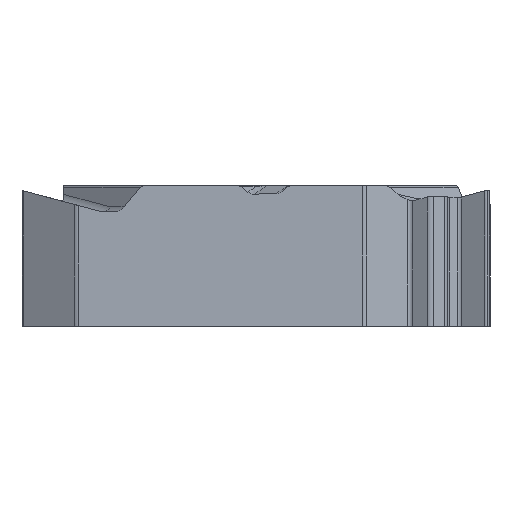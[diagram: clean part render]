
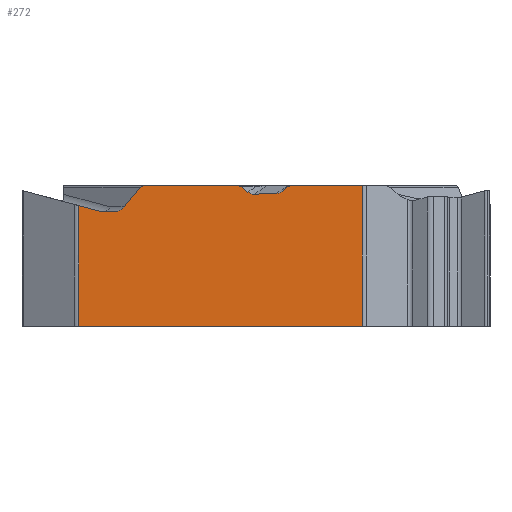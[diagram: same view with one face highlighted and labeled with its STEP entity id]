
A CAD part, left-side view. The second image highlights one B-rep face of the part: STEP entity #272.
In plain terms, the highlighted planar face has unit normal (-1, 0, 0).
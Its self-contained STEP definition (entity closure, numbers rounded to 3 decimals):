
#106=FACE_OUTER_BOUND('',#449,.T.);
#220=ELLIPSE('',#2252,0.15,0.15);
#221=ELLIPSE('',#2253,0.167,0.15);
#222=ELLIPSE('',#2254,0.177,0.15);
#223=ELLIPSE('',#2255,0.389,0.33);
#272=ADVANCED_FACE('',(#106),#389,.F.);
#389=PLANE('',#2257);
#449=EDGE_LOOP('',(#1020,#1021,#1022,#1023,#1024,#1025,#1026,#1027,#1028,
#1029,#1030,#1031,#1032,#1033,#1034,#1035,#1036,#1037));
#569=LINE('',#3542,#755);
#606=LINE('',#3708,#792);
#607=LINE('',#3710,#793);
#608=LINE('',#3714,#794);
#609=LINE('',#3730,#795);
#610=LINE('',#3746,#796);
#611=LINE('',#3750,#797);
#612=LINE('',#3754,#798);
#613=LINE('',#3758,#799);
#614=LINE('',#3762,#800);
#615=LINE('',#3764,#801);
#755=VECTOR('',#2440,1.);
#792=VECTOR('',#2545,1.);
#793=VECTOR('',#2546,1.);
#794=VECTOR('',#2549,1.);
#795=VECTOR('',#2550,1.);
#796=VECTOR('',#2551,1.);
#797=VECTOR('',#2554,1.);
#798=VECTOR('',#2557,1.);
#799=VECTOR('',#2560,1.);
#800=VECTOR('',#2563,1.);
#801=VECTOR('',#2564,1.);
#1020=ORIENTED_EDGE('',*,*,#1788,.F.);
#1021=ORIENTED_EDGE('',*,*,#1859,.T.);
#1022=ORIENTED_EDGE('',*,*,#1860,.F.);
#1023=ORIENTED_EDGE('',*,*,#1861,.F.);
#1024=ORIENTED_EDGE('',*,*,#1862,.F.);
#1025=ORIENTED_EDGE('',*,*,#1863,.F.);
#1026=ORIENTED_EDGE('',*,*,#1864,.F.);
#1027=ORIENTED_EDGE('',*,*,#1865,.F.);
#1028=ORIENTED_EDGE('',*,*,#1866,.F.);
#1029=ORIENTED_EDGE('',*,*,#1867,.F.);
#1030=ORIENTED_EDGE('',*,*,#1868,.F.);
#1031=ORIENTED_EDGE('',*,*,#1869,.F.);
#1032=ORIENTED_EDGE('',*,*,#1870,.F.);
#1033=ORIENTED_EDGE('',*,*,#1871,.T.);
#1034=ORIENTED_EDGE('',*,*,#1872,.T.);
#1035=ORIENTED_EDGE('',*,*,#1873,.T.);
#1036=ORIENTED_EDGE('',*,*,#1874,.F.);
#1037=ORIENTED_EDGE('',*,*,#1875,.T.);
#1581=VERTEX_POINT('',#3540);
#1583=VERTEX_POINT('',#3543);
#1652=VERTEX_POINT('',#3709);
#1653=VERTEX_POINT('',#3711);
#1654=VERTEX_POINT('',#3713);
#1655=VERTEX_POINT('',#3715);
#1656=VERTEX_POINT('',#3729);
#1657=VERTEX_POINT('',#3731);
#1658=VERTEX_POINT('',#3745);
#1659=VERTEX_POINT('',#3747);
#1660=VERTEX_POINT('',#3749);
#1661=VERTEX_POINT('',#3751);
#1662=VERTEX_POINT('',#3753);
#1663=VERTEX_POINT('',#3755);
#1664=VERTEX_POINT('',#3757);
#1665=VERTEX_POINT('',#3759);
#1666=VERTEX_POINT('',#3761);
#1667=VERTEX_POINT('',#3763);
#1788=EDGE_CURVE('',#1581,#1583,#569,.T.);
#1859=EDGE_CURVE('',#1581,#1652,#606,.T.);
#1860=EDGE_CURVE('',#1653,#1652,#607,.T.);
#1861=EDGE_CURVE('',#1654,#1653,#220,.T.);
#1862=EDGE_CURVE('',#1655,#1654,#608,.T.);
#1863=EDGE_CURVE('',#1656,#1655,#2176,.T.);
#1864=EDGE_CURVE('',#1657,#1656,#609,.T.);
#1865=EDGE_CURVE('',#1658,#1657,#2177,.T.);
#1866=EDGE_CURVE('',#1659,#1658,#610,.T.);
#1867=EDGE_CURVE('',#1660,#1659,#221,.T.);
#1868=EDGE_CURVE('',#1661,#1660,#611,.T.);
#1869=EDGE_CURVE('',#1662,#1661,#222,.T.);
#1870=EDGE_CURVE('',#1663,#1662,#612,.T.);
#1871=EDGE_CURVE('',#1663,#1664,#223,.T.);
#1872=EDGE_CURVE('',#1664,#1665,#613,.T.);
#1873=EDGE_CURVE('',#1665,#1666,#2133,.T.);
#1874=EDGE_CURVE('',#1667,#1666,#614,.T.);
#1875=EDGE_CURVE('',#1667,#1583,#615,.T.);
#2133=CIRCLE('',#2256,0.15);
#2176=B_SPLINE_CURVE_WITH_KNOTS('',3,(#3716,#3717,#3718,#3719,#3720,#3721,
#3722,#3723,#3724,#3725,#3726,#3727,#3728),.UNSPECIFIED.,.F.,.F.,(4,3,3,
3,4),(0.,0.249,0.498,0.746,1.),
 .UNSPECIFIED.);
#2177=B_SPLINE_CURVE_WITH_KNOTS('',3,(#3732,#3733,#3734,#3735,#3736,#3737,
#3738,#3739,#3740,#3741,#3742,#3743,#3744),.UNSPECIFIED.,.F.,.F.,(4,3,3,
3,4),(0.,0.234,0.468,0.701,1.),
 .UNSPECIFIED.);
#2252=AXIS2_PLACEMENT_3D('',#3712,#2547,#2548);
#2253=AXIS2_PLACEMENT_3D('',#3748,#2552,#2553);
#2254=AXIS2_PLACEMENT_3D('',#3752,#2555,#2556);
#2255=AXIS2_PLACEMENT_3D('',#3756,#2558,#2559);
#2256=AXIS2_PLACEMENT_3D('',#3760,#2561,#2562);
#2257=AXIS2_PLACEMENT_3D('',#3765,#2565,#2566);
#2440=DIRECTION('',(0.,1.,0.));
#2545=DIRECTION('',(0.,0.,1.));
#2546=DIRECTION('',(0.,-1.,0.));
#2547=DIRECTION('',(1.,0.,0.));
#2548=DIRECTION('',(0.,-1.,0.));
#2549=DIRECTION('',(0.,-0.759,0.651));
#2550=DIRECTION('',(0.,-0.999,0.043));
#2551=DIRECTION('',(0.,-0.792,-0.611));
#2552=DIRECTION('',(1.,0.,0.));
#2553=DIRECTION('',(0.,1.,0.));
#2554=DIRECTION('',(0.,-1.,0.));
#2555=DIRECTION('',(1.,0.,0.));
#2556=DIRECTION('',(0.,1.,0.));
#2557=DIRECTION('',(0.,-0.644,0.765));
#2558=DIRECTION('',(1.,0.,0.));
#2559=DIRECTION('',(0.,-1.,0.));
#2560=DIRECTION('',(0.,1.,0.));
#2561=DIRECTION('',(1.,0.,0.));
#2562=DIRECTION('',(0.,0.,-1.));
#2563=DIRECTION('',(0.,-0.966,-0.259));
#2564=DIRECTION('',(0.,0.,-1.));
#2565=DIRECTION('',(1.,0.,0.));
#2566=DIRECTION('',(0.,0.,-1.));
#3540=CARTESIAN_POINT('',(-4.763,-3.044,-3.97));
#3542=CARTESIAN_POINT('',(-4.763,-3.173,-3.97));
#3543=CARTESIAN_POINT('',(-4.763,5.238,-3.97));
#3708=CARTESIAN_POINT('',(-4.763,-3.044,3.14));
#3709=CARTESIAN_POINT('',(-4.763,-3.044,0.14));
#3710=CARTESIAN_POINT('',(-4.763,3.173,0.14));
#3711=CARTESIAN_POINT('',(-4.763,-0.971,0.14));
#3712=CARTESIAN_POINT('',(-4.763,-0.971,-0.01));
#3713=CARTESIAN_POINT('',(-4.763,-0.873,0.104));
#3714=CARTESIAN_POINT('',(-4.763,1.511,-1.939));
#3715=CARTESIAN_POINT('',(-4.763,-0.748,-0.003));
#3716=CARTESIAN_POINT('',(-4.763,-0.55,-0.082));
#3717=CARTESIAN_POINT('',(-4.763,-0.568,-0.081));
#3718=CARTESIAN_POINT('',(-4.763,-0.586,-0.078));
#3719=CARTESIAN_POINT('',(-4.763,-0.603,-0.075));
#3720=CARTESIAN_POINT('',(-4.763,-0.621,-0.071));
#3721=CARTESIAN_POINT('',(-4.763,-0.638,-0.066));
#3722=CARTESIAN_POINT('',(-4.763,-0.655,-0.059));
#3723=CARTESIAN_POINT('',(-4.763,-0.672,-0.052));
#3724=CARTESIAN_POINT('',(-4.763,-0.688,-0.044));
#3725=CARTESIAN_POINT('',(-4.763,-0.703,-0.035));
#3726=CARTESIAN_POINT('',(-4.763,-0.719,-0.026));
#3727=CARTESIAN_POINT('',(-4.763,-0.734,-0.015));
#3728=CARTESIAN_POINT('',(-4.763,-0.748,-0.003));
#3729=CARTESIAN_POINT('',(-4.763,-0.55,-0.082));
#3730=CARTESIAN_POINT('',(-4.763,-3.172,0.03));
#3731=CARTESIAN_POINT('',(-4.763,0.098,-0.109));
#3732=CARTESIAN_POINT('',(-4.763,0.297,-0.047));
#3733=CARTESIAN_POINT('',(-4.763,0.284,-0.058));
#3734=CARTESIAN_POINT('',(-4.763,0.269,-0.067));
#3735=CARTESIAN_POINT('',(-4.763,0.255,-0.074));
#3736=CARTESIAN_POINT('',(-4.763,0.24,-0.082));
#3737=CARTESIAN_POINT('',(-4.763,0.225,-0.089));
#3738=CARTESIAN_POINT('',(-4.763,0.209,-0.094));
#3739=CARTESIAN_POINT('',(-4.763,0.194,-0.099));
#3740=CARTESIAN_POINT('',(-4.763,0.177,-0.103));
#3741=CARTESIAN_POINT('',(-4.763,0.161,-0.106));
#3742=CARTESIAN_POINT('',(-4.763,0.14,-0.109));
#3743=CARTESIAN_POINT('',(-4.763,0.119,-0.11));
#3744=CARTESIAN_POINT('',(-4.763,0.098,-0.109));
#3745=CARTESIAN_POINT('',(-4.763,0.297,-0.047));
#3746=CARTESIAN_POINT('',(-4.763,-1.855,-1.708));
#3747=CARTESIAN_POINT('',(-4.763,0.493,0.104));
#3748=CARTESIAN_POINT('',(-4.763,0.601,-0.01));
#3749=CARTESIAN_POINT('',(-4.763,0.601,0.14));
#3750=CARTESIAN_POINT('',(-4.763,-3.173,0.14));
#3751=CARTESIAN_POINT('',(-4.763,3.301,0.14));
#3752=CARTESIAN_POINT('',(-4.763,3.301,-0.01));
#3753=CARTESIAN_POINT('',(-4.763,3.445,0.077));
#3754=CARTESIAN_POINT('',(-4.763,0.741,3.292));
#3755=CARTESIAN_POINT('',(-4.763,3.914,-0.482));
#3756=CARTESIAN_POINT('',(-4.763,4.231,-0.29));
#3757=CARTESIAN_POINT('',(-4.763,4.231,-0.62));
#3758=CARTESIAN_POINT('',(-4.763,-3.173,-0.62));
#3759=CARTESIAN_POINT('',(-4.763,4.566,-0.62));
#3760=CARTESIAN_POINT('',(-4.763,4.566,-0.47));
#3761=CARTESIAN_POINT('',(-4.763,4.605,-0.615));
#3762=CARTESIAN_POINT('',(-4.763,-2.498,-2.518));
#3763=CARTESIAN_POINT('',(-4.763,5.238,-0.445));
#3764=CARTESIAN_POINT('',(-4.763,5.238,-5.47));
#3765=CARTESIAN_POINT('',(-4.763,-3.173,0.));
